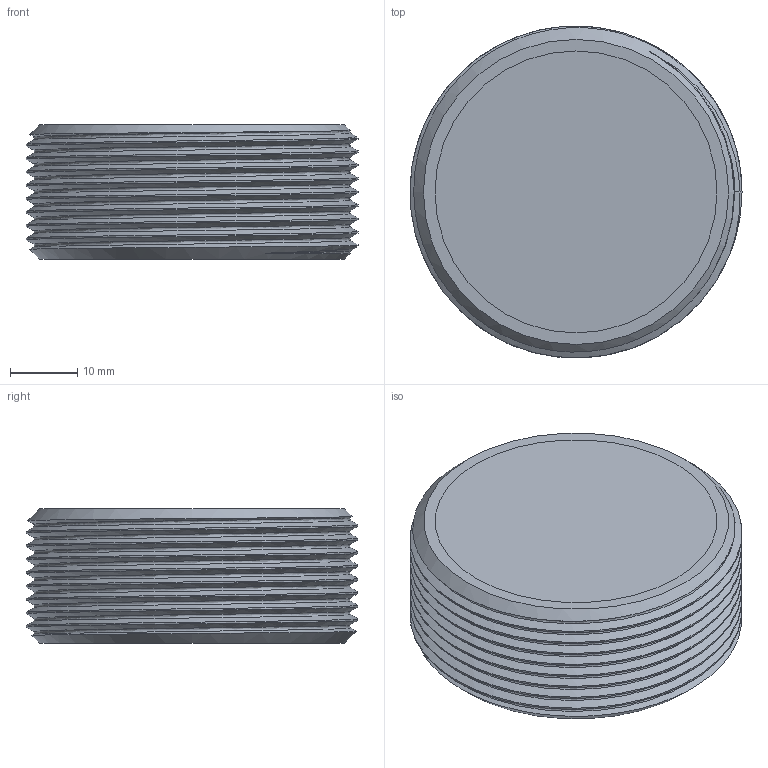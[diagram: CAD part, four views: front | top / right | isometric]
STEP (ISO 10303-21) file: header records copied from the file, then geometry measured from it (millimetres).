
FILE_DESCRIPTION(('FreeCAD Model'),'2;1');
FILE_NAME('Open CASCADE Shape Model','2025-06-22T12:01:02',('BT'),(''), 'Open CASCADE STEP processor 7.8','FreeCAD','Unknown');
FILE_SCHEMA(('AUTOMOTIVE_DESIGN { 1 0 10303 214 1 1 1 1 }'));
Length unit declared in the file: millimetre
Products named in the file (2): 50x20-ThreadedRod; Body-Cylinder
Bounding box: 49.45 x 49.45 x 20 mm (x, y, z)
Surface area: 13597.9 mm2
Topology: 2 solids, 2 shells, 50 faces, 98 edges, 52 vertices
Faces by surface type: bspline 31, cylinder 11, plane 4, cone 4
Full cylindrical faces by diameter (mm): 42 x1, 49.45 x8
Entity records: 4705 total; most frequent: CARTESIAN_POINT 3928, ORIENTED_EDGE 196, EDGE_CURVE 98, DIRECTION 70, B_SPLINE_CURVE_WITH_KNOTS 56, VERTEX_POINT 52, ADVANCED_FACE 50, FACE_BOUND 50
